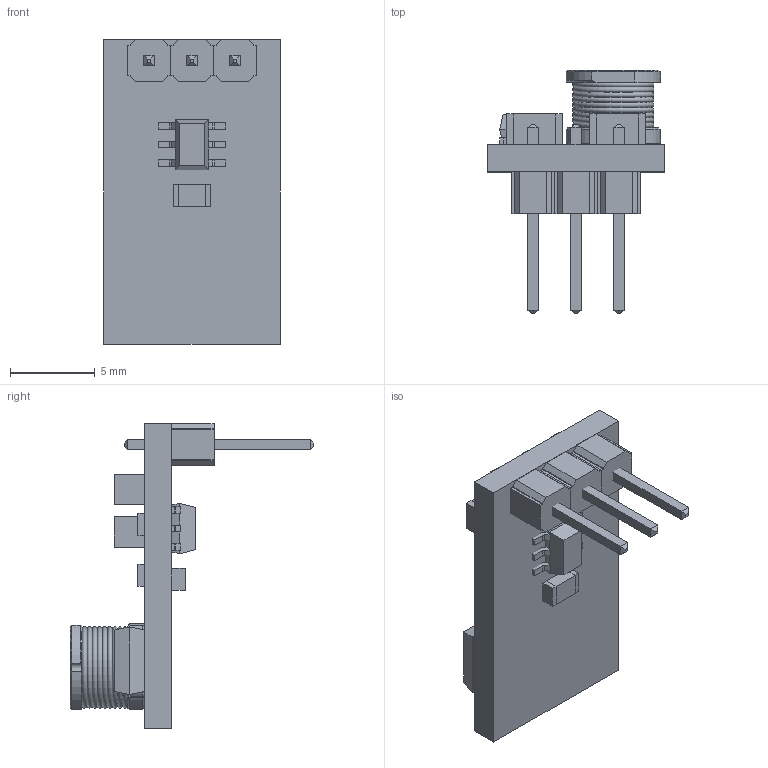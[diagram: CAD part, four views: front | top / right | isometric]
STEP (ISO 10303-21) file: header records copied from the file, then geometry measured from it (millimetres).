
FILE_DESCRIPTION(/* description */ (''),/* implementation_level */ '2;1');
FILE_NAME(/* name */ 'DD4012SA 6.5-40V to 3.3V 5V DC-DC Step-Down Buck Converter, 1A v2.step',/* time_stamp */ '2021-01-22T15:55:06+01:00',/* author */ (''),/* organization */ (''),/* preprocessor_version */ 'ST-DEVELOPER v18.1',/* originating_system */ 'Autodesk Translation Framework v9.7.1.1290',/* authorisation */ '');
FILE_SCHEMA (('AUTOMOTIVE_DESIGN { 1 0 10303 214 3 1 1 }'));
Length unit declared in the file: millimetre
Products named in the file (9): DD4012SA 6.5-40V to 3.3V 5V DC-DC Step-Down Buck Converter, 1A; PCB, DD4012SA 6.5-40V to 3.3V 5V DC-DC Step-Down Buck Converter, 1A; Pin Header, 1X3, 2.54 mm, DD4012SA 6.5-40V to 3.3V 5V DC-DC Step-Down
 Buck Converter, 1A_90 degrees; 6R8 SMD Inductor, DD4012SA 6.5-40V to 3.3V 5V DC-DC Step-Down Buck Co
nverter, 1A; Micro Reg, DD4012SA 6.5-40V to 3.3V 5V DC-DC Step-Down Buck Converter
, 1A; Small SMD Capacitor, DD4012SA 6.5-40V to 3.3V 5V DC-DC Step-Down Buck
 Converter, 1A; SS34 Schottky Diode, DD4012SA 6.5-40V to 3.3V 5V DC-DC Step-Down Buck
 Converter, 1A; SMD Capacitor, DD4012SA 6.5-40V to 3.3V 5V DC-DC Step-Down Buck Conve
rter, 1A; SMD Resistor, 2.2x1.3 mm, DD4012SA 6.5-40V to 3.3V 5V DC-DC Step-Down
 Buck Converter, 1A
Assembly tree (12 placements, depth 2):
  DD4012SA 6.5-40V to 3.3V 5V DC-DC Step-Down Buck Converter, 1A
    PCB, DD4012SA 6.5-40V to 3.3V 5V DC-DC Step-Down Buck Converter, 1A
    SMD Capacitor, DD4012SA 6.5-40V to 3.3V 5V DC-DC Step-Down Buck Conve
rter, 1A  x3
    Pin Header, 1X3, 2.54 mm, DD4012SA 6.5-40V to 3.3V 5V DC-DC Step-Down
 Buck Converter, 1A_90 degrees
    6R8 SMD Inductor, DD4012SA 6.5-40V to 3.3V 5V DC-DC Step-Down Buck Co
nverter, 1A
    Micro Reg, DD4012SA 6.5-40V to 3.3V 5V DC-DC Step-Down Buck Converter
, 1A
    SMD Resistor, 2.2x1.3 mm, DD4012SA 6.5-40V to 3.3V 5V DC-DC Step-Down
 Buck Converter, 1A  x3
    Small SMD Capacitor, DD4012SA 6.5-40V to 3.3V 5V DC-DC Step-Down Buck
 Converter, 1A
    SS34 Schottky Diode, DD4012SA 6.5-40V to 3.3V 5V DC-DC Step-Down Buck
 Converter, 1A
Bounding box: 10.4 x 14.4 x 18 mm (x, y, z)
Volume: 501 mm3; surface area: 1168.1 mm2
Topology: 41 solids, 41 shells, 390 faces, 895 edges, 569 vertices
Faces by surface type: plane 330, cylinder 29, cone 21, torus 10
Full cylindrical faces by diameter (mm): 4 x1
Entity records: 9507 total; most frequent: CARTESIAN_POINT 1663, ORIENTED_EDGE 1502, DIRECTION 1500, EDGE_CURVE 751, LINE 624, VECTOR 624, VERTEX_POINT 473, AXIS2_PLACEMENT_3D 438
